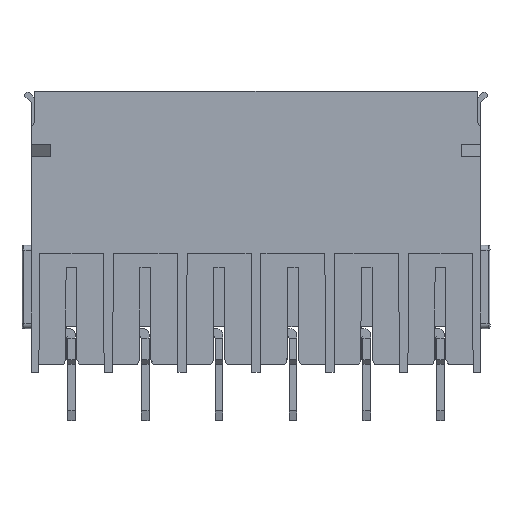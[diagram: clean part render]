
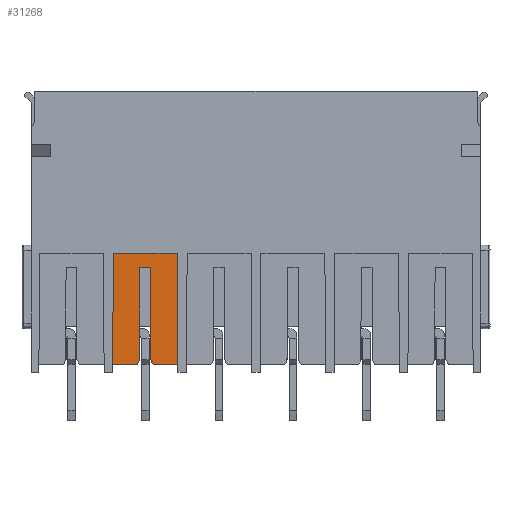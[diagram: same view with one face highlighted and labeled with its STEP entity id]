
A CAD part, top view. The second image highlights one B-rep face of the part: STEP entity #31268.
In plain terms, the highlighted free-form (B-spline) face has degree [1, 1] with [2, 2] control points.
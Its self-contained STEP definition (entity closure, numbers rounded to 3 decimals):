
#27518=CARTESIAN_POINT('',(4.257,0.8,-1.113));
#27519=VERTEX_POINT('',#27518);
#27525=CARTESIAN_POINT('',(4.317,12.3,-1.053));
#27526=VERTEX_POINT('',#27525);
#27527=CARTESIAN_POINT('',(4.257,0.8,-1.113));
#27528=CARTESIAN_POINT('',(4.317,12.3,-1.053));
#27529=B_SPLINE_CURVE_WITH_KNOTS('',1,(#27527,#27528),.POLYLINE_FORM.,.F.,.U.,(2,2),(0.,1.),.UNSPECIFIED.);
#27530=EDGE_CURVE('',#27519,#27526,#27529,.T.);
#27595=CARTESIAN_POINT('',(10.923,12.3,-1.053));
#27596=VERTEX_POINT('',#27595);
#27597=CARTESIAN_POINT('',(4.317,12.3,-1.053));
#27598=CARTESIAN_POINT('',(10.923,12.3,-1.053));
#27599=B_SPLINE_CURVE_WITH_KNOTS('',1,(#27597,#27598),.POLYLINE_FORM.,.F.,.U.,(2,2),(0.,1.),.UNSPECIFIED.);
#27600=EDGE_CURVE('',#27526,#27596,#27599,.T.);
#27720=CARTESIAN_POINT('',(10.983,0.8,-1.113));
#27721=VERTEX_POINT('',#27720);
#27722=CARTESIAN_POINT('',(10.923,12.3,-1.053));
#27723=CARTESIAN_POINT('',(10.983,0.8,-1.113));
#27724=B_SPLINE_CURVE_WITH_KNOTS('',1,(#27722,#27723),.POLYLINE_FORM.,.F.,.U.,(2,2),(0.,1.),.UNSPECIFIED.);
#27725=EDGE_CURVE('',#27596,#27721,#27724,.T.);
#31076=CARTESIAN_POINT('',(6.77,0.8,-1.113));
#31077=VERTEX_POINT('',#31076);
#31083=CARTESIAN_POINT('',(4.257,0.8,-1.113));
#31084=CARTESIAN_POINT('',(6.77,0.8,-1.113));
#31085=B_SPLINE_CURVE_WITH_KNOTS('',1,(#31083,#31084),.POLYLINE_FORM.,.F.,.U.,(2,2),(0.,1.),.UNSPECIFIED.);
#31086=EDGE_CURVE('',#27519,#31077,#31085,.T.);
#31217=CARTESIAN_POINT('',(10.983,12.3,-1.053));
#31218=CARTESIAN_POINT('',(10.983,0.8,-1.113));
#31219=CARTESIAN_POINT('',(4.257,12.3,-1.053));
#31220=CARTESIAN_POINT('',(4.257,0.8,-1.113));
#31221=B_SPLINE_SURFACE_WITH_KNOTS('',1,1,((#31217,#31218),(#31219,#31220)),.PLANE_SURF.,.F.,.F.,.U.,(2,2),(2,2),(0.,1.),(0.,1.),.UNSPECIFIED.);
#31222=CARTESIAN_POINT('',(8.17,10.8,-1.06));
#31223=VERTEX_POINT('',#31222);
#31224=CARTESIAN_POINT('',(8.17,1.3,-1.11));
#31225=VERTEX_POINT('',#31224);
#31226=CARTESIAN_POINT('',(8.17,10.8,-1.06));
#31227=CARTESIAN_POINT('',(8.17,1.3,-1.11));
#31228=B_SPLINE_CURVE_WITH_KNOTS('',1,(#31226,#31227),.POLYLINE_FORM.,.F.,.U.,(2,2),(0.,1.),.UNSPECIFIED.);
#31229=EDGE_CURVE('',#31223,#31225,#31228,.T.);
#31230=ORIENTED_EDGE('',*,*,#31229,.T.);
#31231=CARTESIAN_POINT('',(8.47,0.8,-1.113));
#31232=VERTEX_POINT('',#31231);
#31233=CARTESIAN_POINT('',(8.17,1.3,-1.11));
#31234=CARTESIAN_POINT('',(8.47,0.8,-1.113));
#31235=B_SPLINE_CURVE_WITH_KNOTS('',1,(#31233,#31234),.POLYLINE_FORM.,.F.,.U.,(2,2),(0.,1.),.UNSPECIFIED.);
#31236=EDGE_CURVE('',#31225,#31232,#31235,.T.);
#31237=ORIENTED_EDGE('',*,*,#31236,.T.);
#31238=CARTESIAN_POINT('',(8.47,0.8,-1.113));
#31239=CARTESIAN_POINT('',(10.983,0.8,-1.113));
#31240=B_SPLINE_CURVE_WITH_KNOTS('',1,(#31238,#31239),.POLYLINE_FORM.,.F.,.U.,(2,2),(0.,1.),.UNSPECIFIED.);
#31241=EDGE_CURVE('',#31232,#27721,#31240,.T.);
#31242=ORIENTED_EDGE('',*,*,#31241,.T.);
#31243=ORIENTED_EDGE('',*,*,#27725,.F.);
#31244=ORIENTED_EDGE('',*,*,#27600,.F.);
#31245=ORIENTED_EDGE('',*,*,#27530,.F.);
#31246=ORIENTED_EDGE('',*,*,#31086,.T.);
#31247=CARTESIAN_POINT('',(7.009,1.199,-1.111));
#31248=VERTEX_POINT('',#31247);
#31249=CARTESIAN_POINT('',(6.77,0.8,-1.113));
#31250=CARTESIAN_POINT('',(7.009,1.199,-1.111));
#31251=B_SPLINE_CURVE_WITH_KNOTS('',1,(#31249,#31250),.POLYLINE_FORM.,.F.,.U.,(2,2),(0.,1.),.UNSPECIFIED.);
#31252=EDGE_CURVE('',#31077,#31248,#31251,.T.);
#31253=ORIENTED_EDGE('',*,*,#31252,.T.);
#31254=CARTESIAN_POINT('',(7.06,10.8,-1.06));
#31255=VERTEX_POINT('',#31254);
#31256=CARTESIAN_POINT('',(7.009,1.199,-1.111));
#31257=CARTESIAN_POINT('',(7.06,10.8,-1.06));
#31258=B_SPLINE_CURVE_WITH_KNOTS('',1,(#31256,#31257),.POLYLINE_FORM.,.F.,.U.,(2,2),(0.,0.865),.UNSPECIFIED.);
#31259=EDGE_CURVE('',#31248,#31255,#31258,.T.);
#31260=ORIENTED_EDGE('',*,*,#31259,.T.);
#31261=CARTESIAN_POINT('',(7.06,10.8,-1.06));
#31262=CARTESIAN_POINT('',(8.17,10.8,-1.06));
#31263=B_SPLINE_CURVE_WITH_KNOTS('',1,(#31261,#31262),.POLYLINE_FORM.,.F.,.U.,(2,2),(0.,1.),.UNSPECIFIED.);
#31264=EDGE_CURVE('',#31255,#31223,#31263,.T.);
#31265=ORIENTED_EDGE('',*,*,#31264,.T.);
#31266=EDGE_LOOP('',(#31230,#31237,#31242,#31243,#31244,#31245,#31246,#31253,#31260,#31265));
#31267=FACE_OUTER_BOUND('',#31266,.T.);
#31268=ADVANCED_FACE('',(#31267),#31221,.T.);
